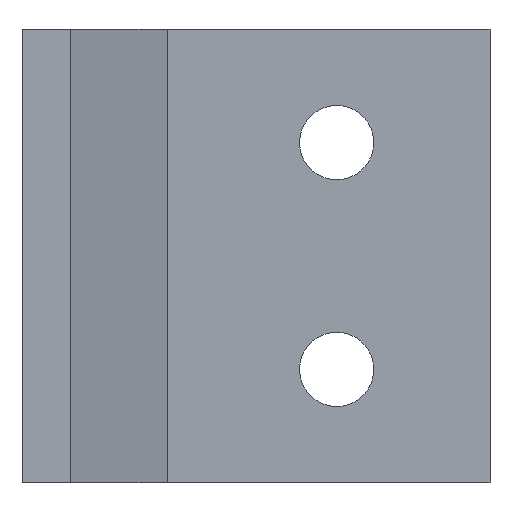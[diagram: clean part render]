
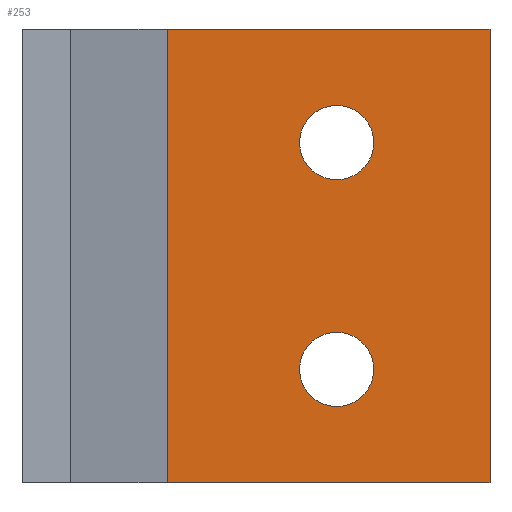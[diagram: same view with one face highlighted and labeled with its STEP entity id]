
A CAD part, left-side view. The second image highlights one B-rep face of the part: STEP entity #253.
In plain terms, the highlighted planar face has unit normal (-1, 0, 0).
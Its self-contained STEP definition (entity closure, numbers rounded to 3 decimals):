
#21=FACE_BOUND('',#55,.T.);
#22=FACE_BOUND('',#56,.T.);
#29=CIRCLE('',#283,2.3);
#30=CIRCLE('',#284,2.3);
#39=FACE_OUTER_BOUND('',#54,.T.);
#54=EDGE_LOOP('',(#195,#196,#197,#198));
#55=EDGE_LOOP('',(#199));
#56=EDGE_LOOP('',(#200));
#75=LINE('',#382,#100);
#83=LINE('',#401,#108);
#84=LINE('',#404,#109);
#85=LINE('',#405,#110);
#100=VECTOR('',#309,10.);
#108=VECTOR('',#325,10.);
#109=VECTOR('',#328,10.);
#110=VECTOR('',#329,10.);
#124=VERTEX_POINT('',#379);
#125=VERTEX_POINT('',#381);
#132=VERTEX_POINT('',#399);
#133=VERTEX_POINT('',#403);
#134=VERTEX_POINT('',#406);
#135=VERTEX_POINT('',#408);
#147=EDGE_CURVE('',#124,#125,#75,.T.);
#157=EDGE_CURVE('',#124,#132,#83,.T.);
#158=EDGE_CURVE('',#133,#132,#84,.T.);
#159=EDGE_CURVE('',#125,#133,#85,.T.);
#160=EDGE_CURVE('',#134,#134,#29,.T.);
#161=EDGE_CURVE('',#135,#135,#30,.T.);
#195=ORIENTED_EDGE('',*,*,#157,.T.);
#196=ORIENTED_EDGE('',*,*,#158,.F.);
#197=ORIENTED_EDGE('',*,*,#159,.F.);
#198=ORIENTED_EDGE('',*,*,#147,.F.);
#199=ORIENTED_EDGE('',*,*,#160,.F.);
#200=ORIENTED_EDGE('',*,*,#161,.F.);
#244=PLANE('',#282);
#253=ADVANCED_FACE('',(#39,#21,#22),#244,.T.);
#282=AXIS2_PLACEMENT_3D('',#402,#326,#327);
#283=AXIS2_PLACEMENT_3D('',#407,#330,#331);
#284=AXIS2_PLACEMENT_3D('',#409,#332,#333);
#309=DIRECTION('',(0.,-1.,0.));
#325=DIRECTION('',(0.,0.,-1.));
#326=DIRECTION('center_axis',(-1.,0.,0.));
#327=DIRECTION('ref_axis',(0.,1.,0.));
#328=DIRECTION('',(0.,1.,0.));
#329=DIRECTION('',(0.,0.,-1.));
#330=DIRECTION('center_axis',(-1.,0.,0.));
#331=DIRECTION('ref_axis',(0.,1.,0.));
#332=DIRECTION('center_axis',(-1.,0.,0.));
#333=DIRECTION('ref_axis',(0.,1.,0.));
#379=CARTESIAN_POINT('',(-3.,-180.,0.));
#381=CARTESIAN_POINT('',(-3.,-200.,0.));
#382=CARTESIAN_POINT('',(-3.,-174.,0.));
#399=CARTESIAN_POINT('',(-3.,-180.,-28.104));
#401=CARTESIAN_POINT('',(-3.,-180.,-7.026));
#402=CARTESIAN_POINT('Origin',(-3.,-190.,-14.052));
#403=CARTESIAN_POINT('',(-3.,-200.,-28.104));
#404=CARTESIAN_POINT('',(-3.,-200.,-28.104));
#405=CARTESIAN_POINT('',(-3.,-200.,0.));
#406=CARTESIAN_POINT('',(-3.,-192.8,-7.027));
#407=CARTESIAN_POINT('Origin',(-3.,-190.5,-7.027));
#408=CARTESIAN_POINT('',(-3.,-192.8,-21.079));
#409=CARTESIAN_POINT('Origin',(-3.,-190.5,-21.079));
